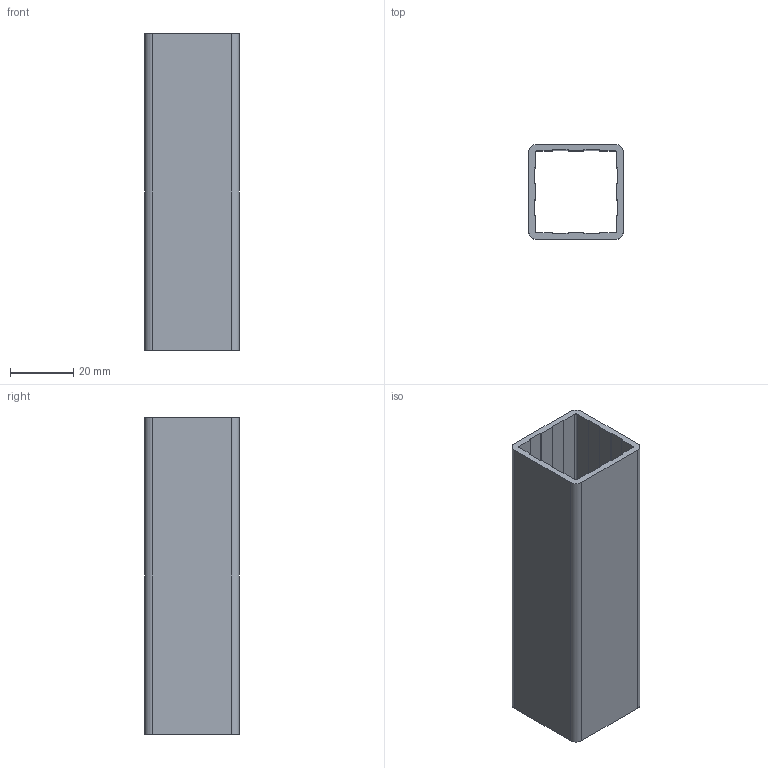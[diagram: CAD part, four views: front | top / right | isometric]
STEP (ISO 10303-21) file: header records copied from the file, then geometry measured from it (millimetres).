
FILE_DESCRIPTION(('STEP AP203'),'2;1');
FILE_NAME('XB25130.stp','2011-03-21T16:27:49',(''),(''),'2009.3.110','THINKDESIGN','');
FILE_SCHEMA(('CONFIG_CONTROL_DESIGN'));
Length unit declared in the file: millimetre
Bounding box: 30 x 30 x 100 mm (x, y, z)
Volume: 21721 mm3; surface area: 22719.4 mm2
Topology: 1 solids, 1 shells, 50 faces, 144 edges, 96 vertices
Faces by surface type: plane 42, cylinder 8
Entity records: 1721 total; most frequent: CARTESIAN_POINT 290, ORIENTED_EDGE 288, DIRECTION 260, EDGE_CURVE 144, VECTOR 128, LINE 128, VERTEX_POINT 96, AXIS2_PLACEMENT_3D 66
